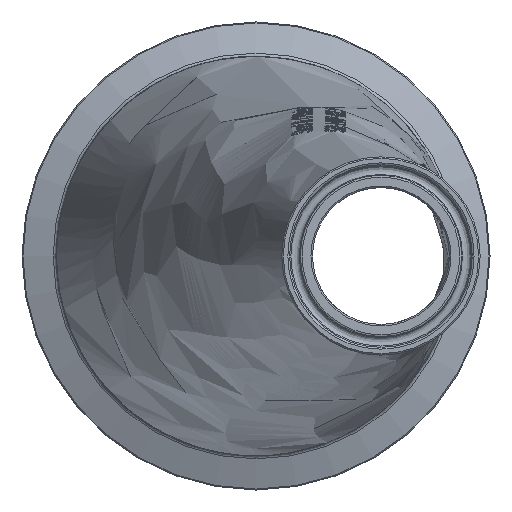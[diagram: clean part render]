
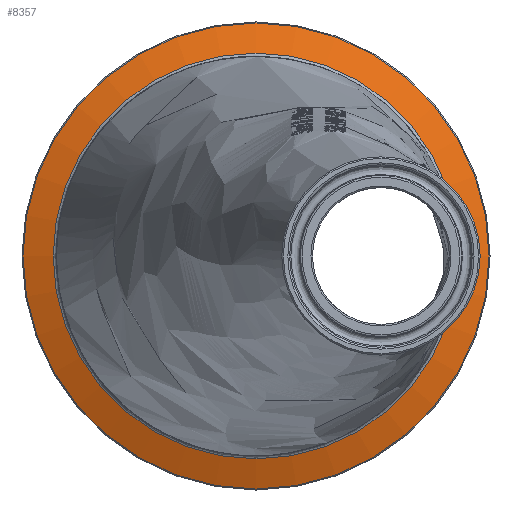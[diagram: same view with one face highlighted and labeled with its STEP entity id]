
A CAD part, left-side view. The second image highlights one B-rep face of the part: STEP entity #8357.
In plain terms, the highlighted conical face has half-angle 70 degrees and reference radius 55.131 mm.
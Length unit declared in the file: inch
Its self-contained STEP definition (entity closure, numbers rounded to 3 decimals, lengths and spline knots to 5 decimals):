
#16=CONICAL_SURFACE('',#8745,2.1705,70.);
#569=FACE_BOUND('',#1569,.T.);
#1031=FACE_OUTER_BOUND('',#1568,.T.);
#1568=EDGE_LOOP('',(#7775));
#1569=EDGE_LOOP('',(#7776));
#3201=CIRCLE('',#8744,2.33113);
#3202=CIRCLE('',#8746,2.02961);
#4045=VERTEX_POINT('',#18438);
#4046=VERTEX_POINT('',#18441);
#5291=EDGE_CURVE('',#4045,#4045,#3201,.T.);
#5292=EDGE_CURVE('',#4046,#4046,#3202,.T.);
#7775=ORIENTED_EDGE('',*,*,#5292,.F.);
#7776=ORIENTED_EDGE('',*,*,#5291,.F.);
#8357=ADVANCED_FACE('',(#1031,#569),#16,.T.);
#8744=AXIS2_PLACEMENT_3D('',#18439,#9914,#9915);
#8745=AXIS2_PLACEMENT_3D('',#18440,#9916,#9917);
#8746=AXIS2_PLACEMENT_3D('',#18442,#9918,#9919);
#9914=DIRECTION('center_axis',(1.,0.,0.));
#9915=DIRECTION('ref_axis',(0.,-1.,0.));
#9916=DIRECTION('center_axis',(1.,0.,0.));
#9917=DIRECTION('ref_axis',(0.,1.,0.));
#9918=DIRECTION('center_axis',(-1.,0.,0.));
#9919=DIRECTION('ref_axis',(0.,-1.,0.));
#18438=CARTESIAN_POINT('',(10.50941,3.58113,0.));
#18439=CARTESIAN_POINT('Origin',(10.50941,1.25,0.));
#18440=CARTESIAN_POINT('Origin',(10.45094,1.25,0.));
#18441=CARTESIAN_POINT('',(10.39966,3.27961,0.));
#18442=CARTESIAN_POINT('Origin',(10.39966,1.25,0.));
